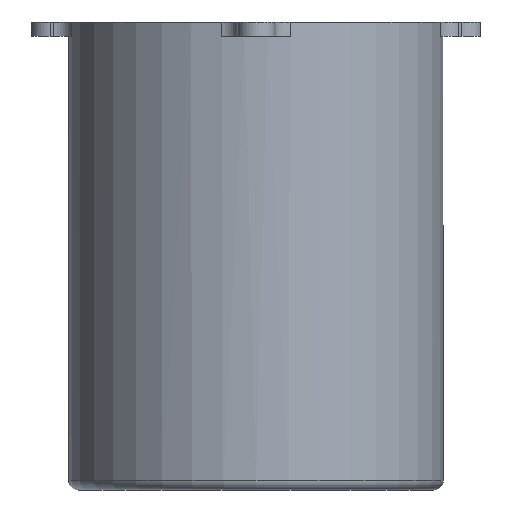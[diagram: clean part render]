
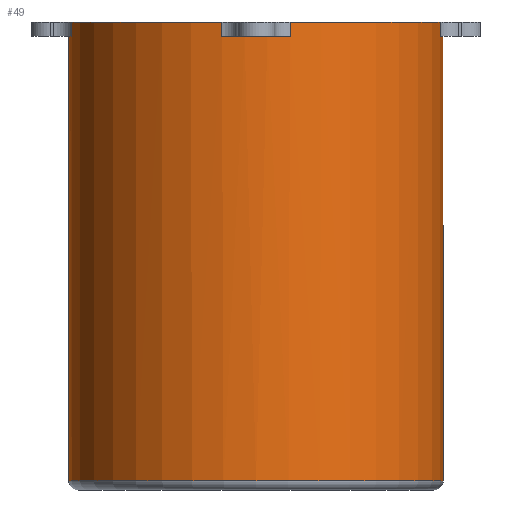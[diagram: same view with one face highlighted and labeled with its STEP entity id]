
A CAD part, front view. The second image highlights one B-rep face of the part: STEP entity #49.
In plain terms, the highlighted cylindrical face has radius 40 mm (diameter 80 mm), a full revolution.
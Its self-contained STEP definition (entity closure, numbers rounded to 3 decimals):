
#49=ADVANCED_FACE('',(#100,#102),#104,.T.);
#100=FACE_BOUND('',#101,.T.);
#101=EDGE_LOOP('',(#391,#392,#393,#394,#395,#396,#397,#398,#399,#400,#401,#402,#403,
#404,#405,#406,#407));
#102=FACE_OUTER_BOUND('',#103,.T.);
#103=EDGE_LOOP('',(#408));
#104=CYLINDRICAL_SURFACE('',#105,40.);
#105=AXIS2_PLACEMENT_3D('',#106,#107,#108);
#106=CARTESIAN_POINT('',(0.,0.,0.));
#107=DIRECTION('',(0.,0.,1.));
#108=DIRECTION('',(-1.,0.,0.));
#391=ORIENTED_EDGE('',*,*,#563,.F.);
#392=ORIENTED_EDGE('',*,*,#564,.F.);
#393=ORIENTED_EDGE('',*,*,#565,.F.);
#394=ORIENTED_EDGE('',*,*,#535,.F.);
#395=ORIENTED_EDGE('',*,*,#566,.F.);
#396=ORIENTED_EDGE('',*,*,#567,.F.);
#397=ORIENTED_EDGE('',*,*,#568,.F.);
#398=ORIENTED_EDGE('',*,*,#553,.F.);
#399=ORIENTED_EDGE('',*,*,#569,.F.);
#400=ORIENTED_EDGE('',*,*,#570,.F.);
#401=ORIENTED_EDGE('',*,*,#571,.F.);
#402=ORIENTED_EDGE('',*,*,#572,.F.);
#403=ORIENTED_EDGE('',*,*,#547,.F.);
#404=ORIENTED_EDGE('',*,*,#573,.F.);
#405=ORIENTED_EDGE('',*,*,#574,.F.);
#406=ORIENTED_EDGE('',*,*,#575,.F.);
#407=ORIENTED_EDGE('',*,*,#541,.F.);
#408=ORIENTED_EDGE('',*,*,#576,.T.);
#535=EDGE_CURVE('',#620,#623,#624,.T.);
#541=EDGE_CURVE('',#633,#635,#636,.T.);
#547=EDGE_CURVE('',#645,#647,#648,.T.);
#553=EDGE_CURVE('',#657,#659,#660,.T.);
#563=EDGE_CURVE('',#678,#633,#679,.T.);
#564=EDGE_CURVE('',#680,#678,#681,.T.);
#565=EDGE_CURVE('',#623,#680,#682,.F.);
#566=EDGE_CURVE('',#683,#620,#684,.T.);
#567=EDGE_CURVE('',#685,#683,#686,.T.);
#568=EDGE_CURVE('',#659,#685,#687,.F.);
#569=EDGE_CURVE('',#688,#657,#689,.T.);
#570=EDGE_CURVE('',#690,#688,#691,.T.);
#571=EDGE_CURVE('',#692,#690,#693,.T.);
#572=EDGE_CURVE('',#647,#692,#694,.F.);
#573=EDGE_CURVE('',#695,#645,#696,.T.);
#574=EDGE_CURVE('',#697,#695,#698,.T.);
#575=EDGE_CURVE('',#635,#697,#699,.F.);
#576=EDGE_CURVE('',#700,#700,#701,.T.);
#620=VERTEX_POINT('',#768);
#623=VERTEX_POINT('',#774);
#624=CIRCLE('',#775,40.);
#633=VERTEX_POINT('',#797);
#635=VERTEX_POINT('',#802);
#636=CIRCLE('',#803,40.);
#645=VERTEX_POINT('',#825);
#647=VERTEX_POINT('',#830);
#648=CIRCLE('',#831,40.);
#657=VERTEX_POINT('',#853);
#659=VERTEX_POINT('',#858);
#660=CIRCLE('',#859,40.);
#678=VERTEX_POINT('',#905);
#679=LINE('',#906,#907);
#680=VERTEX_POINT('',#909);
#681=CIRCLE('',#910,40.);
#682=LINE('',#914,#915);
#683=VERTEX_POINT('',#917);
#684=LINE('',#918,#919);
#685=VERTEX_POINT('',#921);
#686=CIRCLE('',#922,40.);
#687=LINE('',#926,#927);
#688=VERTEX_POINT('',#929);
#689=LINE('',#930,#931);
#690=VERTEX_POINT('',#933);
#691=CIRCLE('',#934,40.);
#692=VERTEX_POINT('',#938);
#693=CIRCLE('',#939,40.);
#694=LINE('',#943,#944);
#695=VERTEX_POINT('',#946);
#696=LINE('',#947,#948);
#697=VERTEX_POINT('',#950);
#698=CIRCLE('',#951,40.);
#699=LINE('',#955,#956);
#700=VERTEX_POINT('',#958);
#701=CIRCLE('',#959,40.);
#768=CARTESIAN_POINT('',(7.273,-39.333,100.));
#774=CARTESIAN_POINT('',(39.333,-7.273,100.));
#775=AXIS2_PLACEMENT_3D('',#776,#777,#778);
#776=CARTESIAN_POINT('',(0.,0.,100.));
#777=DIRECTION('',(0.,0.,1.));
#778=DIRECTION('',(0.182,-0.983,0.));
#797=CARTESIAN_POINT('',(39.333,7.273,100.));
#802=CARTESIAN_POINT('',(7.273,39.333,100.));
#803=AXIS2_PLACEMENT_3D('',#804,#805,#806);
#804=CARTESIAN_POINT('',(0.,0.,100.));
#805=DIRECTION('',(0.,0.,1.));
#806=DIRECTION('',(0.983,0.182,0.));
#825=CARTESIAN_POINT('',(-7.273,39.333,100.));
#830=CARTESIAN_POINT('',(-39.333,7.273,100.));
#831=AXIS2_PLACEMENT_3D('',#832,#833,#834);
#832=CARTESIAN_POINT('',(0.,0.,100.));
#833=DIRECTION('',(0.,0.,1.));
#834=DIRECTION('',(-0.182,0.983,0.));
#853=CARTESIAN_POINT('',(-39.333,-7.273,100.));
#858=CARTESIAN_POINT('',(-7.273,-39.333,100.));
#859=AXIS2_PLACEMENT_3D('',#860,#861,#862);
#860=CARTESIAN_POINT('',(0.,0.,100.));
#861=DIRECTION('',(0.,0.,1.));
#862=DIRECTION('',(-0.983,-0.182,0.));
#905=CARTESIAN_POINT('',(39.333,7.273,97.));
#906=CARTESIAN_POINT('',(39.333,7.273,97.));
#907=VECTOR('',#908,1.);
#908=DIRECTION('',(0.,0.,1.));
#909=CARTESIAN_POINT('',(39.333,-7.273,97.));
#910=AXIS2_PLACEMENT_3D('',#911,#912,#913);
#911=CARTESIAN_POINT('',(0.,0.,97.));
#912=DIRECTION('',(0.,0.,1.));
#913=DIRECTION('',(0.983,-0.182,0.));
#914=CARTESIAN_POINT('',(39.333,-7.273,97.));
#915=VECTOR('',#916,1.);
#916=DIRECTION('',(0.,0.,1.));
#917=CARTESIAN_POINT('',(7.273,-39.333,97.));
#918=CARTESIAN_POINT('',(7.273,-39.333,97.));
#919=VECTOR('',#920,1.);
#920=DIRECTION('',(0.,0.,1.));
#921=CARTESIAN_POINT('',(-7.273,-39.333,97.));
#922=AXIS2_PLACEMENT_3D('',#923,#924,#925);
#923=CARTESIAN_POINT('',(0.,0.,97.));
#924=DIRECTION('',(0.,0.,1.));
#925=DIRECTION('',(-0.182,-0.983,0.));
#926=CARTESIAN_POINT('',(-7.273,-39.333,97.));
#927=VECTOR('',#928,1.);
#928=DIRECTION('',(0.,0.,1.));
#929=CARTESIAN_POINT('',(-39.333,-7.273,97.));
#930=CARTESIAN_POINT('',(-39.333,-7.273,97.));
#931=VECTOR('',#932,1.);
#932=DIRECTION('',(0.,0.,1.));
#933=CARTESIAN_POINT('',(-40.,0.,97.));
#934=AXIS2_PLACEMENT_3D('',#935,#936,#937);
#935=CARTESIAN_POINT('',(0.,0.,97.));
#936=DIRECTION('',(0.,0.,1.));
#937=DIRECTION('',(-1.,0.,0.));
#938=CARTESIAN_POINT('',(-39.333,7.273,97.));
#939=AXIS2_PLACEMENT_3D('',#940,#941,#942);
#940=CARTESIAN_POINT('',(0.,0.,97.));
#941=DIRECTION('',(0.,0.,1.));
#942=DIRECTION('',(-0.983,0.182,0.));
#943=CARTESIAN_POINT('',(-39.333,7.273,97.));
#944=VECTOR('',#945,1.);
#945=DIRECTION('',(0.,0.,1.));
#946=CARTESIAN_POINT('',(-7.273,39.333,97.));
#947=CARTESIAN_POINT('',(-7.273,39.333,97.));
#948=VECTOR('',#949,1.);
#949=DIRECTION('',(0.,0.,1.));
#950=CARTESIAN_POINT('',(7.273,39.333,97.));
#951=AXIS2_PLACEMENT_3D('',#952,#953,#954);
#952=CARTESIAN_POINT('',(0.,0.,97.));
#953=DIRECTION('',(0.,0.,1.));
#954=DIRECTION('',(0.182,0.983,0.));
#955=CARTESIAN_POINT('',(7.273,39.333,97.));
#956=VECTOR('',#957,1.);
#957=DIRECTION('',(0.,0.,1.));
#958=CARTESIAN_POINT('',(-40.,0.,2.));
#959=AXIS2_PLACEMENT_3D('',#960,#961,#962);
#960=CARTESIAN_POINT('',(0.,0.,2.));
#961=DIRECTION('',(0.,0.,1.));
#962=DIRECTION('',(-1.,0.,0.));
